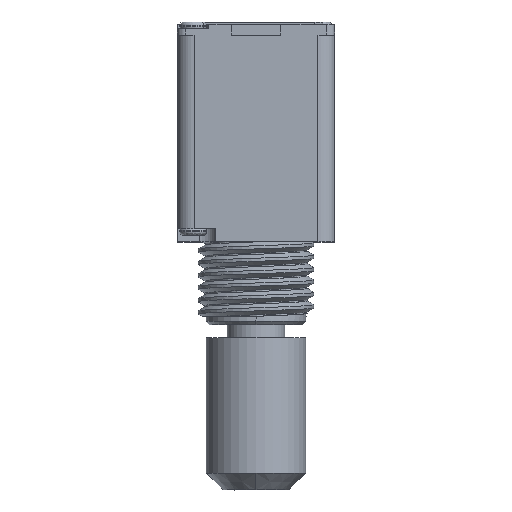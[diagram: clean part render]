
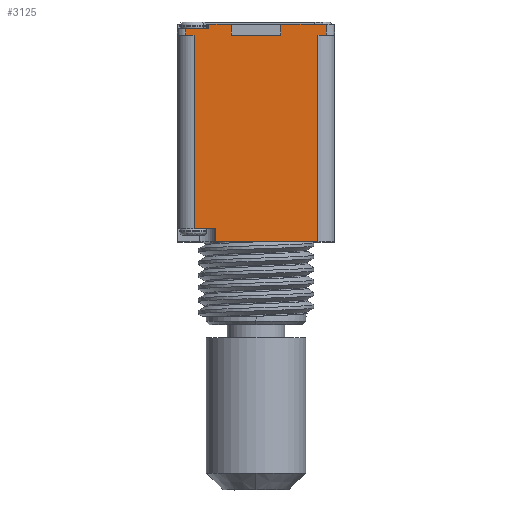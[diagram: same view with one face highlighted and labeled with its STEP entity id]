
A CAD part, top view. The second image highlights one B-rep face of the part: STEP entity #3125.
In plain terms, the highlighted planar face has unit normal (0, 0, 1).
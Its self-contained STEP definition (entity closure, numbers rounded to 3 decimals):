
#274 = VECTOR ( 'NONE', #9926, 1000. ) ;
#359 = DIRECTION ( 'NONE',  ( 0., 1., 0. ) ) ;
#388 = VERTEX_POINT ( 'NONE', #9182 ) ;
#423 = CARTESIAN_POINT ( 'NONE',  ( 4.25, 13.15, 11.35 ) ) ;
#471 = VECTOR ( 'NONE', #3108, 1000. ) ;
#492 = DIRECTION ( 'NONE',  ( 1., 0., 0. ) ) ;
#635 = CARTESIAN_POINT ( 'NONE',  ( -1.5, 13.15, 11.35 ) ) ;
#739 = VECTOR ( 'NONE', #2550, 1000. ) ;
#799 = CARTESIAN_POINT ( 'NONE',  ( 3.75, 13.15, 11.35 ) ) ;
#1019 = VERTEX_POINT ( 'NONE', #8305 ) ;
#1047 = CARTESIAN_POINT ( 'NONE',  ( -1.5, 13.15, 11.35 ) ) ;
#1104 = EDGE_CURVE ( 'NONE', #3075, #388, #6800, .T. ) ;
#1136 = CARTESIAN_POINT ( 'NONE',  ( -2.85, 12.9, 11.35 ) ) ;
#1145 = FACE_OUTER_BOUND ( 'NONE', #1526, .T. ) ;
#1179 = CARTESIAN_POINT ( 'NONE',  ( -4.25, 13.15, 11.35 ) ) ;
#1318 = VECTOR ( 'NONE', #492, 1000. ) ;
#1404 = LINE ( 'NONE', #2945, #471 ) ;
#1422 = CARTESIAN_POINT ( 'NONE',  ( -2.425, 13.15, 11.35 ) ) ;
#1501 = VECTOR ( 'NONE', #9678, 1000. ) ;
#1526 = EDGE_LOOP ( 'NONE', ( #3112, #10239, #4683, #4329, #4289, #5462, #10417, #6896, #6144, #2527, #7158, #6850, #7858, #2095, #10728, #8315 ) ) ;
#1612 = EDGE_CURVE ( 'NONE', #1935, #1019, #9266, .T. ) ;
#1669 = AXIS2_PLACEMENT_3D ( 'NONE', #1047, #4366, #7720 ) ;
#1808 = EDGE_CURVE ( 'NONE', #8370, #6717, #1897, .T. ) ;
#1822 = EDGE_CURVE ( 'NONE', #4505, #3075, #3107, .T. ) ;
#1897 = LINE ( 'NONE', #5250, #10526 ) ;
#1902 = VERTEX_POINT ( 'NONE', #3920 ) ;
#1935 = VERTEX_POINT ( 'NONE', #7315 ) ;
#2095 = ORIENTED_EDGE ( 'NONE', *, *, #1808, .F. ) ;
#2132 = CARTESIAN_POINT ( 'NONE',  ( -2.85, 13.15, 11.35 ) ) ;
#2284 = EDGE_CURVE ( 'NONE', #6717, #6393, #10628, .T. ) ;
#2527 = ORIENTED_EDGE ( 'NONE', *, *, #1104, .F. ) ;
#2550 = DIRECTION ( 'NONE',  ( 0., -1., 0. ) ) ;
#2555 = CARTESIAN_POINT ( 'NONE',  ( 1.5, 13.15, 11.35 ) ) ;
#2738 = CARTESIAN_POINT ( 'NONE',  ( 3.75, 12.5, 11.35 ) ) ;
#2761 = LINE ( 'NONE', #1179, #1501 ) ;
#2765 = EDGE_CURVE ( 'NONE', #10478, #7307, #5641, .T. ) ;
#2945 = CARTESIAN_POINT ( 'NONE',  ( -3.75, 7.5, 11.35 ) ) ;
#2968 = EDGE_CURVE ( 'NONE', #3530, #6490, #8015, .T. ) ;
#3012 = CARTESIAN_POINT ( 'NONE',  ( -4.25, 12.5, 11.35 ) ) ;
#3052 = CARTESIAN_POINT ( 'NONE',  ( -3.75, 12.5, 11.35 ) ) ;
#3075 = VERTEX_POINT ( 'NONE', #5852 ) ;
#3107 = LINE ( 'NONE', #635, #4019 ) ;
#3108 = DIRECTION ( 'NONE',  ( 0., 1., 0. ) ) ;
#3112 = ORIENTED_EDGE ( 'NONE', *, *, #5363, .F. ) ;
#3125 = ADVANCED_FACE ( 'NONE', ( #1145 ), #5301, .F. ) ;
#3213 = CARTESIAN_POINT ( 'NONE',  ( 1.5, 13.15, 11.35 ) ) ;
#3283 = CARTESIAN_POINT ( 'NONE',  ( -1.5, 13.15, 11.35 ) ) ;
#3367 = EDGE_CURVE ( 'NONE', #388, #5183, #4287, .T. ) ;
#3422 = VERTEX_POINT ( 'NONE', #8734 ) ;
#3530 = VERTEX_POINT ( 'NONE', #8891 ) ;
#3655 = VECTOR ( 'NONE', #7659, 1000. ) ;
#3770 = VECTOR ( 'NONE', #7405, 1000. ) ;
#3799 = VECTOR ( 'NONE', #8041, 1000. ) ;
#3920 = CARTESIAN_POINT ( 'NONE',  ( 4.25, 13.15, 11.35 ) ) ;
#4019 = VECTOR ( 'NONE', #10531, 1000. ) ;
#4066 = EDGE_CURVE ( 'NONE', #10478, #1019, #9830, .T. ) ;
#4101 = CARTESIAN_POINT ( 'NONE',  ( -4.25, 12.9, 11.35 ) ) ;
#4152 = LINE ( 'NONE', #6778, #8356 ) ;
#4162 = VECTOR ( 'NONE', #4757, 1000. ) ;
#4201 = DIRECTION ( 'NONE',  ( 1., 0., 0. ) ) ;
#4232 = DIRECTION ( 'NONE',  ( 1., 0., 0. ) ) ;
#4287 = LINE ( 'NONE', #3213, #274 ) ;
#4289 = ORIENTED_EDGE ( 'NONE', *, *, #7931, .F. ) ;
#4329 = ORIENTED_EDGE ( 'NONE', *, *, #2765, .T. ) ;
#4352 = VECTOR ( 'NONE', #4232, 1000. ) ;
#4366 = DIRECTION ( 'NONE',  ( 0., 0., -1. ) ) ;
#4491 = CARTESIAN_POINT ( 'NONE',  ( 3.75, 0., 11.35 ) ) ;
#4505 = VERTEX_POINT ( 'NONE', #3283 ) ;
#4674 = LINE ( 'NONE', #7149, #3799 ) ;
#4683 = ORIENTED_EDGE ( 'NONE', *, *, #4066, .F. ) ;
#4757 = DIRECTION ( 'NONE',  ( 0., 1., 0. ) ) ;
#4921 = EDGE_CURVE ( 'NONE', #5183, #1902, #4152, .T. ) ;
#5183 = VERTEX_POINT ( 'NONE', #2555 ) ;
#5250 = CARTESIAN_POINT ( 'NONE',  ( -4.25, 12.9, 11.35 ) ) ;
#5301 = PLANE ( 'NONE',  #1669 ) ;
#5363 = EDGE_CURVE ( 'NONE', #1935, #6490, #1404, .T. ) ;
#5462 = ORIENTED_EDGE ( 'NONE', *, *, #5712, .T. ) ;
#5641 = LINE ( 'NONE', #8353, #3770 ) ;
#5712 = EDGE_CURVE ( 'NONE', #7620, #3422, #4674, .T. ) ;
#5804 = DIRECTION ( 'NONE',  ( 1., 0., 0. ) ) ;
#5852 = CARTESIAN_POINT ( 'NONE',  ( -1.5, 12.5, 11.35 ) ) ;
#6144 = ORIENTED_EDGE ( 'NONE', *, *, #3367, .F. ) ;
#6322 = CARTESIAN_POINT ( 'NONE',  ( -2.85, 13.15, 11.35 ) ) ;
#6393 = VERTEX_POINT ( 'NONE', #2132 ) ;
#6490 = VERTEX_POINT ( 'NONE', #3052 ) ;
#6641 = EDGE_CURVE ( 'NONE', #6393, #4505, #7711, .T. ) ;
#6645 = VECTOR ( 'NONE', #5804, 1000. ) ;
#6717 = VERTEX_POINT ( 'NONE', #1136 ) ;
#6778 = CARTESIAN_POINT ( 'NONE',  ( -4.25, 13.15, 11.35 ) ) ;
#6780 = CARTESIAN_POINT ( 'NONE',  ( 4.25, 0.8, 11.35 ) ) ;
#6800 = LINE ( 'NONE', #9238, #4352 ) ;
#6850 = ORIENTED_EDGE ( 'NONE', *, *, #6641, .F. ) ;
#6896 = ORIENTED_EDGE ( 'NONE', *, *, #4921, .F. ) ;
#6928 = CARTESIAN_POINT ( 'NONE',  ( -4.25, 13.15, 11.35 ) ) ;
#7115 = VECTOR ( 'NONE', #8103, 1000. ) ;
#7149 = CARTESIAN_POINT ( 'NONE',  ( -4.25, 12.5, 11.35 ) ) ;
#7158 = ORIENTED_EDGE ( 'NONE', *, *, #1822, .F. ) ;
#7307 = VERTEX_POINT ( 'NONE', #4491 ) ;
#7315 = CARTESIAN_POINT ( 'NONE',  ( -3.75, 0.8, 11.35 ) ) ;
#7405 = DIRECTION ( 'NONE',  ( 1., 0., 0. ) ) ;
#7620 = VERTEX_POINT ( 'NONE', #2738 ) ;
#7659 = DIRECTION ( 'NONE',  ( 1., 0., 0. ) ) ;
#7711 = LINE ( 'NONE', #6928, #3655 ) ;
#7720 = DIRECTION ( 'NONE',  ( 0., 1., 0. ) ) ;
#7858 = ORIENTED_EDGE ( 'NONE', *, *, #2284, .F. ) ;
#7931 = EDGE_CURVE ( 'NONE', #7620, #7307, #10029, .T. ) ;
#8015 = LINE ( 'NONE', #3012, #1318 ) ;
#8041 = DIRECTION ( 'NONE',  ( 1., 0., 0. ) ) ;
#8078 = CARTESIAN_POINT ( 'NONE',  ( -2.425, 0., 11.35 ) ) ;
#8103 = DIRECTION ( 'NONE',  ( 0., -1., 0. ) ) ;
#8305 = CARTESIAN_POINT ( 'NONE',  ( -2.425, 0.8, 11.35 ) ) ;
#8315 = ORIENTED_EDGE ( 'NONE', *, *, #2968, .T. ) ;
#8353 = CARTESIAN_POINT ( 'NONE',  ( 4.25, 0., 11.35 ) ) ;
#8356 = VECTOR ( 'NONE', #4201, 1000. ) ;
#8370 = VERTEX_POINT ( 'NONE', #4101 ) ;
#8606 = DIRECTION ( 'NONE',  ( 1., 0., 0. ) ) ;
#8734 = CARTESIAN_POINT ( 'NONE',  ( 4.25, 12.5, 11.35 ) ) ;
#8891 = CARTESIAN_POINT ( 'NONE',  ( -4.25, 12.5, 11.35 ) ) ;
#9182 = CARTESIAN_POINT ( 'NONE',  ( 1.5, 12.5, 11.35 ) ) ;
#9238 = CARTESIAN_POINT ( 'NONE',  ( -1.5, 12.5, 11.35 ) ) ;
#9266 = LINE ( 'NONE', #6780, #6645 ) ;
#9426 = EDGE_CURVE ( 'NONE', #1902, #3422, #9696, .T. ) ;
#9478 = VECTOR ( 'NONE', #359, 1000. ) ;
#9678 = DIRECTION ( 'NONE',  ( 0., 1., 0. ) ) ;
#9696 = LINE ( 'NONE', #423, #7115 ) ;
#9830 = LINE ( 'NONE', #1422, #4162 ) ;
#9926 = DIRECTION ( 'NONE',  ( 0., 1., 0. ) ) ;
#10029 = LINE ( 'NONE', #799, #739 ) ;
#10239 = ORIENTED_EDGE ( 'NONE', *, *, #1612, .T. ) ;
#10272 = EDGE_CURVE ( 'NONE', #3530, #8370, #2761, .T. ) ;
#10417 = ORIENTED_EDGE ( 'NONE', *, *, #9426, .F. ) ;
#10478 = VERTEX_POINT ( 'NONE', #8078 ) ;
#10526 = VECTOR ( 'NONE', #8606, 1000. ) ;
#10531 = DIRECTION ( 'NONE',  ( 0., -1., 0. ) ) ;
#10628 = LINE ( 'NONE', #6322, #9478 ) ;
#10728 = ORIENTED_EDGE ( 'NONE', *, *, #10272, .F. ) ;
